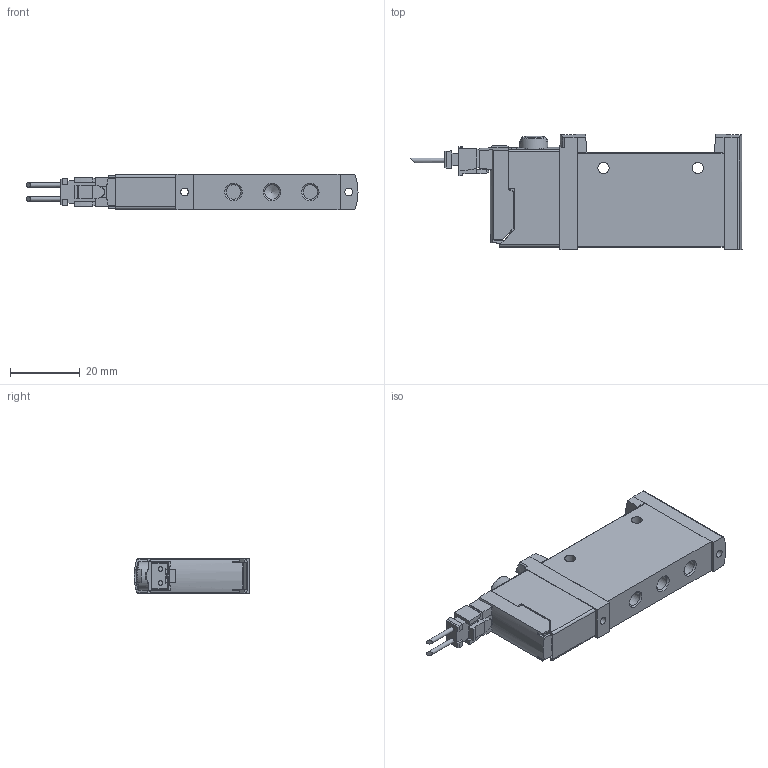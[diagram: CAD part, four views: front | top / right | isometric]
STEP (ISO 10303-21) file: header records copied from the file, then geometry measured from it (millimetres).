
FILE_DESCRIPTION(/* description */ ('STEP AP214'),/* implementation_level */ '2;1');
FILE_NAME(/* name */ '578162_VUVG-L10-M52-MT-M5-1H2L-W1',/* time_stamp */ '2024-09-12T10:45:29+02:00',/* author */ ('License CC BY-ND 4.0'),/* organization */ ('CADENAS'),/* preprocessor_version */ 'ST-DEVELOPER v19.3',/* originating_system */ 'PARTsolutions',/* authorisation */ ' ');
FILE_SCHEMA (('AUTOMOTIVE_DESIGN {1 0 10303 214 3 1 1}'));
Length unit declared in the file: millimetre
Products named in the file (4): 578162 VUVG-L10-M52-MT-M5-1H2L-W1; 564212 VUVG-L-10-M52-M-T-M5--1H2--L-W1---(G); 566714 VAVE-L1-1VH2-LP; 566654 NEBV-H1G2-KN-0.5-N-LE2
Assembly tree (3 placements, depth 2):
  578162 VUVG-L10-M52-MT-M5-1H2L-W1
    564212 VUVG-L-10-M52-M-T-M5--1H2--L-W1---(G)
    566714 VAVE-L1-1VH2-LP
    566654 NEBV-H1G2-KN-0.5-N-LE2
Bounding box: 95.05 x 33.1 x 10.25 mm (x, y, z)
Volume: 19495.1 mm3; surface area: 9725.6 mm2
Topology: 3 solids, 3 shells, 518 faces, 1382 edges, 903 vertices
Faces by surface type: plane 381, cylinder 113, cone 17, torus 6, sphere 1
Full cylindrical faces by diameter (mm): 1.3 x2, 3 x2, 3.2 x2, 3.8 x1, 3.9 x1, 4.134 x5, 8.1 x1
Entity records: 17957 total; most frequent: CARTESIAN_POINT 2989, ORIENTED_EDGE 2676, DIRECTION 2597, EDGE_CURVE 1338, LINE 979, VECTOR 979, VERTEX_POINT 889, AXIS2_PLACEMENT_3D 809
